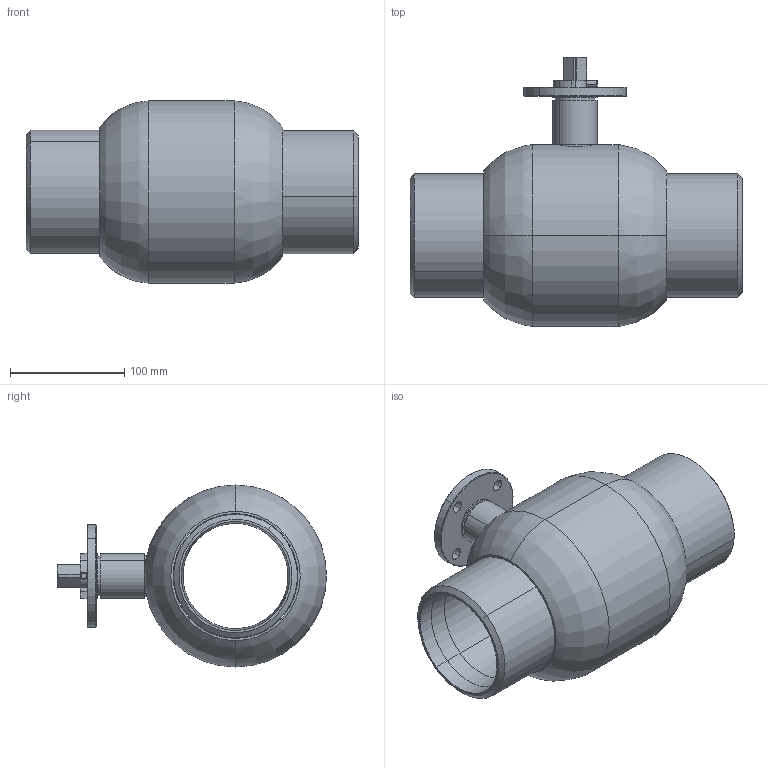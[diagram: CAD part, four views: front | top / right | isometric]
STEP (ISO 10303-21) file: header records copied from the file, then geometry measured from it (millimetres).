
FILE_DESCRIPTION (( 'STEP AP214' ), '1' );
FILE_NAME ('DN100Çò·§PN25.STEP', '2024-03-31T03:16:06', ( '' ), ( '' ), 'SwSTEP 2.0', 'SolidWorks 2019', '' );
FILE_SCHEMA (( 'AUTOMOTIVE_DESIGN' ));
Length unit declared in the file: millimetre
Products named in the file (7): 80-100攫; Q61F-100-5粣杶; DN100球阀PN25; Q61F-100-4傻諉; Q61F-100-16詩种; Q61F-100-3概裝; Q61F-100-1概极樓馱
Assembly tree (7 placements, depth 2):
  DN100球阀PN25
    Q61F-100-1概极樓馱
    Q61F-100-5粣杶
    Q61F-100-3概裝
    Q61F-100-4傻諉  x2
    80-100攫
    Q61F-100-16詩种
Bounding box: 290 x 235 x 159 mm (x, y, z)
Volume: 920452.5 mm3; surface area: 329157.9 mm2
Topology: 7 solids, 7 shells, 155 faces, 348 edges, 218 vertices
Faces by surface type: cylinder 70, plane 51, cone 20, torus 14
Entity records: 4963 total; most frequent: CARTESIAN_POINT 1110, DIRECTION 750, ORIENTED_EDGE 620, AXIS2_PLACEMENT_3D 310, EDGE_CURVE 310, VERTEX_POINT 196, EDGE_LOOP 168, CIRCLE 164
